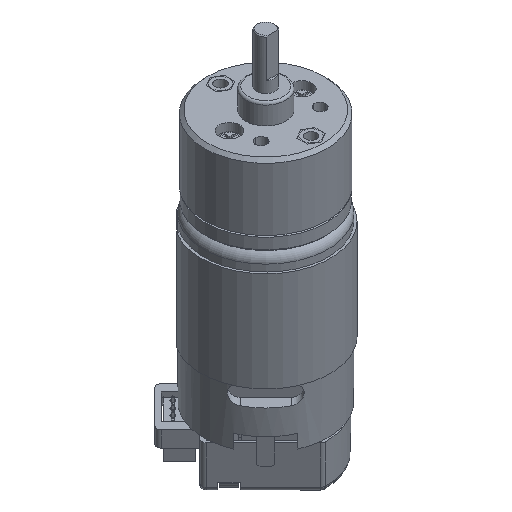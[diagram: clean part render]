
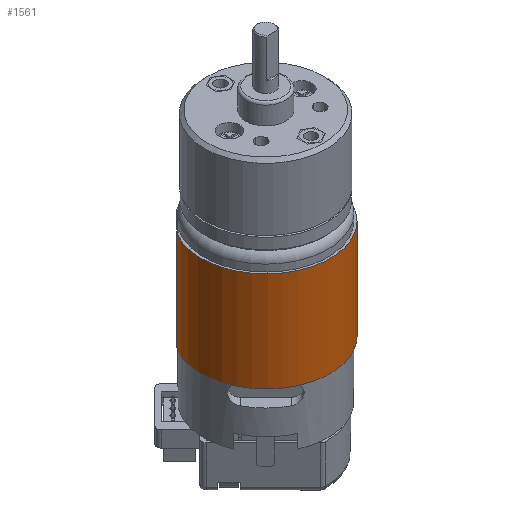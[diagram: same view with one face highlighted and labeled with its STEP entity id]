
A CAD part, isometric view. The second image highlights one B-rep face of the part: STEP entity #1561.
In plain terms, the highlighted cylindrical face has radius 14.25 mm (diameter 28.5 mm), a partial arc.
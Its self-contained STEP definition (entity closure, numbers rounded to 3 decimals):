
#421=CYLINDRICAL_SURFACE('',#11986,14.25);
#918=FACE_OUTER_BOUND('',#3189,.T.);
#1561=ADVANCED_FACE('',(#918),#421,.T.);
#3189=EDGE_LOOP('',(#7791,#7792,#7793,#7794));
#4110=LINE('',#18398,#5033);
#4111=LINE('',#18399,#5034);
#5033=VECTOR('',#15042,1.);
#5034=VECTOR('',#15043,1.);
#7791=ORIENTED_EDGE('',*,*,#10314,.F.);
#7792=ORIENTED_EDGE('',*,*,#10306,.F.);
#7793=ORIENTED_EDGE('',*,*,#10315,.F.);
#7794=ORIENTED_EDGE('',*,*,#10312,.T.);
#8893=VERTEX_POINT('',#18381);
#8894=VERTEX_POINT('',#18382);
#8899=VERTEX_POINT('',#18393);
#8900=VERTEX_POINT('',#18395);
#10306=EDGE_CURVE('',#8893,#8894,#10854,.T.);
#10312=EDGE_CURVE('',#8900,#8899,#10857,.T.);
#10314=EDGE_CURVE('',#8894,#8899,#4110,.T.);
#10315=EDGE_CURVE('',#8900,#8893,#4111,.T.);
#10854=CIRCLE('',#11980,14.25);
#10857=CIRCLE('',#11984,14.25);
#11980=AXIS2_PLACEMENT_3D('',#18380,#15026,#15027);
#11984=AXIS2_PLACEMENT_3D('',#18394,#15037,#15038);
#11986=AXIS2_PLACEMENT_3D('',#18400,#15044,#15045);
#15026=DIRECTION('',(0.,0.,1.));
#15027=DIRECTION('',(-0.707,0.707,0.));
#15037=DIRECTION('',(0.,0.,1.));
#15038=DIRECTION('',(-0.707,0.707,0.));
#15042=DIRECTION('',(0.,0.,-1.));
#15043=DIRECTION('',(0.,0.,1.));
#15044=DIRECTION('',(0.,0.,-1.));
#15045=DIRECTION('',(-0.707,0.707,0.));
#18380=CARTESIAN_POINT('',(0.,0.,
-13.8));
#18381=CARTESIAN_POINT('',(-11.985,7.709,-13.8));
#18382=CARTESIAN_POINT('',(-7.709,11.985,-13.8));
#18393=CARTESIAN_POINT('',(-7.709,11.985,-35.8));
#18394=CARTESIAN_POINT('',(0.,0.,
-35.8));
#18395=CARTESIAN_POINT('',(-11.985,7.709,-35.8));
#18398=CARTESIAN_POINT('',(-7.709,11.985,-13.8));
#18399=CARTESIAN_POINT('',(-11.985,7.709,-13.8));
#18400=CARTESIAN_POINT('',(0.,0.,
-13.8));
